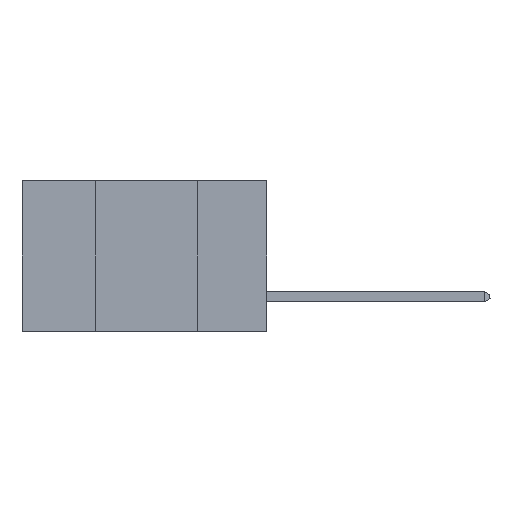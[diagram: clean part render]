
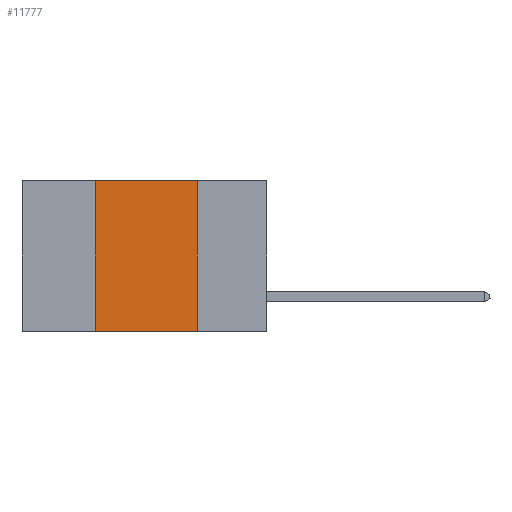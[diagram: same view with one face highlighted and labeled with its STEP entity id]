
A CAD part, left-side view. The second image highlights one B-rep face of the part: STEP entity #11777.
In plain terms, the highlighted planar face has unit normal (-1, 0, 0).
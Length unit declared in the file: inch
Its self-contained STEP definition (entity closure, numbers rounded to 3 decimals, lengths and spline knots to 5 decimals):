
#4 = LINE ( 'NONE', #6441, #11867 ) ;
#480 = FACE_OUTER_BOUND ( 'NONE', #10415, .T. ) ;
#2101 = ORIENTED_EDGE ( 'NONE', *, *, #3380, .F. ) ;
#2728 = LINE ( 'NONE', #5268, #15178 ) ;
#2751 = CARTESIAN_POINT ( 'NONE',  ( 0., 0.42, -0.37 ) ) ;
#3380 = EDGE_CURVE ( 'NONE', #9734, #9719, #4, .T. ) ;
#3778 = ORIENTED_EDGE ( 'NONE', *, *, #10029, .T. ) ;
#3799 = DIRECTION ( 'NONE',  ( 0., 0., -1. ) ) ;
#4179 = VECTOR ( 'NONE', #4652, 39.37008 ) ;
#4652 = DIRECTION ( 'NONE',  ( 0., -1., 0. ) ) ;
#4810 = PLANE ( 'NONE',  #6537 ) ;
#5066 = LINE ( 'NONE', #9948, #15051 ) ;
#5268 = CARTESIAN_POINT ( 'NONE',  ( 0., 0.17, 0. ) ) ;
#5981 = LINE ( 'NONE', #11021, #4179 ) ;
#6441 = CARTESIAN_POINT ( 'NONE',  ( 0., 0.42, 0. ) ) ;
#6537 = AXIS2_PLACEMENT_3D ( 'NONE', #11465, #8776, #7578 ) ;
#7186 = ORIENTED_EDGE ( 'NONE', *, *, #11822, .F. ) ;
#7578 = DIRECTION ( 'NONE',  ( 0., 0., -1. ) ) ;
#7789 = DIRECTION ( 'NONE',  ( 0., 0., 1. ) ) ;
#8204 = VERTEX_POINT ( 'NONE', #12648 ) ;
#8776 = DIRECTION ( 'NONE',  ( 1., 0., 0. ) ) ;
#9080 = CARTESIAN_POINT ( 'NONE',  ( 0., 0.42, 0. ) ) ;
#9719 = VERTEX_POINT ( 'NONE', #9080 ) ;
#9734 = VERTEX_POINT ( 'NONE', #2751 ) ;
#9948 = CARTESIAN_POINT ( 'NONE',  ( 0., 0.6, 0. ) ) ;
#10029 = EDGE_CURVE ( 'NONE', #9734, #16090, #5981, .T. ) ;
#10415 = EDGE_LOOP ( 'NONE', ( #7186, #11496, #2101, #3778 ) ) ;
#11021 = CARTESIAN_POINT ( 'NONE',  ( 0., 0.6, -0.37 ) ) ;
#11465 = CARTESIAN_POINT ( 'NONE',  ( 0., 0.6, 0. ) ) ;
#11496 = ORIENTED_EDGE ( 'NONE', *, *, #15826, .F. ) ;
#11777 = ADVANCED_FACE ( 'NONE', ( #480 ), #4810, .F. ) ;
#11822 = EDGE_CURVE ( 'NONE', #8204, #16090, #2728, .T. ) ;
#11867 = VECTOR ( 'NONE', #7789, 39.37008 ) ;
#12648 = CARTESIAN_POINT ( 'NONE',  ( 0., 0.17, 0. ) ) ;
#14565 = CARTESIAN_POINT ( 'NONE',  ( 0., 0.17, -0.37 ) ) ;
#15051 = VECTOR ( 'NONE', #16433, 39.37008 ) ;
#15178 = VECTOR ( 'NONE', #3799, 39.37008 ) ;
#15826 = EDGE_CURVE ( 'NONE', #9719, #8204, #5066, .T. ) ;
#16090 = VERTEX_POINT ( 'NONE', #14565 ) ;
#16433 = DIRECTION ( 'NONE',  ( 0., -1., 0. ) ) ;
